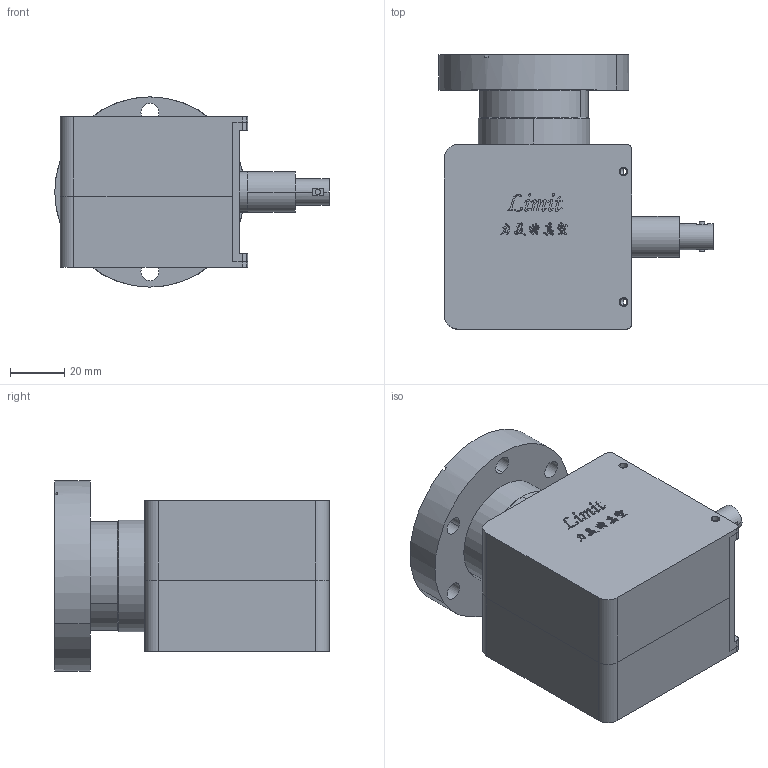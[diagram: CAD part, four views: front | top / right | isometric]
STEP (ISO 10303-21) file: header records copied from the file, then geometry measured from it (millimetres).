
FILE_DESCRIPTION (( 'STEP AP214' ), '1' );
FILE_NAME ('5L燭赽掙.STEP', '2021-08-21T08:41:12', ( 'User' ), ( 'China' ), 'SwSTEP 2.0', 'SolidWorks 2020', '' );
FILE_SCHEMA (( 'AUTOMOTIVE_DESIGN' ));
Length unit declared in the file: millimetre
Products named in the file (3): 燭赽掙极; 35楊擘; 5L燭赽掙
Assembly tree (2 placements, depth 2):
  5L燭赽掙
    燭赽掙极
    35楊擘
Bounding box: 101 x 101 x 70 mm (x, y, z)
Volume: 102073 mm3; surface area: 68181.7 mm2
Topology: 13 solids, 13 shells, 683 faces, 1816 edges, 1191 vertices
Faces by surface type: bspline 270, plane 182, cylinder 163, cone 42, torus 26
Entity records: 37681 total; most frequent: CARTESIAN_POINT 17845, ORIENTED_EDGE 3624, DIRECTION 2531, EDGE_CURVE 1812, VERTEX_POINT 1191, AXIS2_PLACEMENT_3D 861, VECTOR 809, LINE 809
